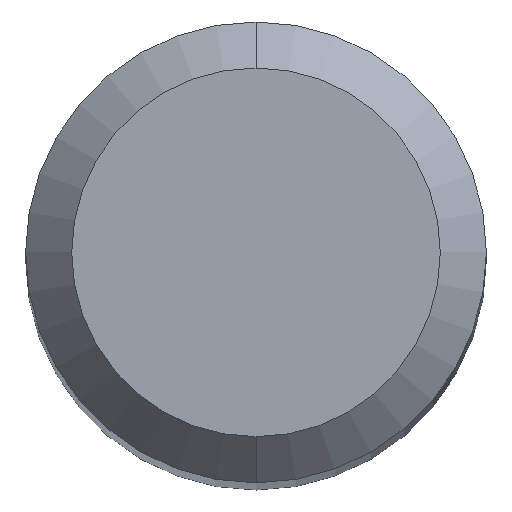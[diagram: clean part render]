
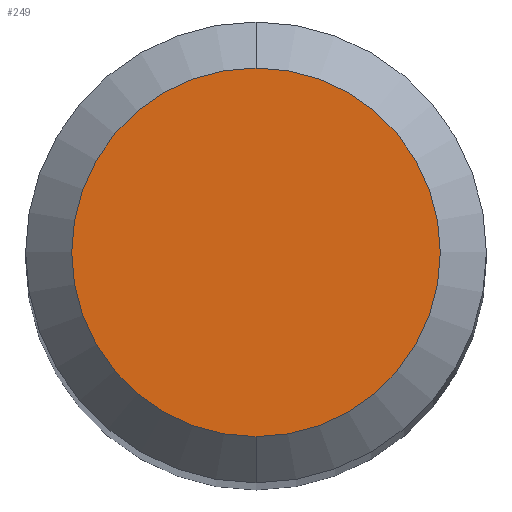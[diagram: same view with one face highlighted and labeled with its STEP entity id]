
A CAD part, top view. The second image highlights one B-rep face of the part: STEP entity #249.
In plain terms, the highlighted planar face has unit normal (0, 0, 1).
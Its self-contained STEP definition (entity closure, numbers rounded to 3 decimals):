
#201=VERTEX_POINT('',#512);
#239=EDGE_CURVE('',#201,#345,#552,.T.);
#249=ADVANCED_FACE('',(#562),#563,.T.);
#345=VERTEX_POINT('',#666);
#417=EDGE_CURVE('',#345,#201,#746,.T.);
#512=CARTESIAN_POINT('',(0.,-1.2,0.0));
#552=CIRCLE('',#926,1.2);
#562=FACE_OUTER_BOUND('',#937,.T.);
#563=PLANE('',#938);
#666=CARTESIAN_POINT('',(0.0,1.2,0.0));
#746=CIRCLE('',#1328,1.2);
#926=AXIS2_PLACEMENT_3D('',#1527,#1528,#1529);
#937=EDGE_LOOP('',(#1534,#1535));
#938=AXIS2_PLACEMENT_3D('',#1536,#1537,#1538);
#1328=AXIS2_PLACEMENT_3D('',#1733,#1734,#1735);
#1527=CARTESIAN_POINT('',(0.0,0.0,0.0));
#1528=DIRECTION('',(0.0,0.0,-1.0));
#1529=DIRECTION('',(0.0,1.0,0.0));
#1534=ORIENTED_EDGE('',*,*,#417,.F.);
#1535=ORIENTED_EDGE('',*,*,#239,.F.);
#1536=CARTESIAN_POINT('',(0.0,0.6,0.0));
#1537=DIRECTION('',(-0.0,0.0,1.0));
#1538=DIRECTION('',(0.0,-1.0,0.0));
#1733=CARTESIAN_POINT('',(0.0,0.0,0.0));
#1734=DIRECTION('',(0.0,0.0,-1.0));
#1735=DIRECTION('',(0.0,1.0,0.0));
